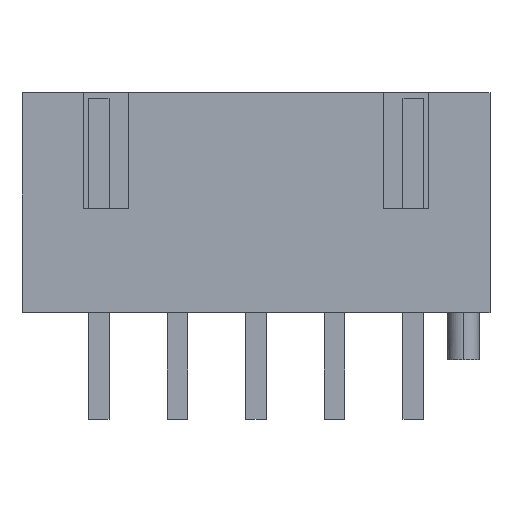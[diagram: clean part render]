
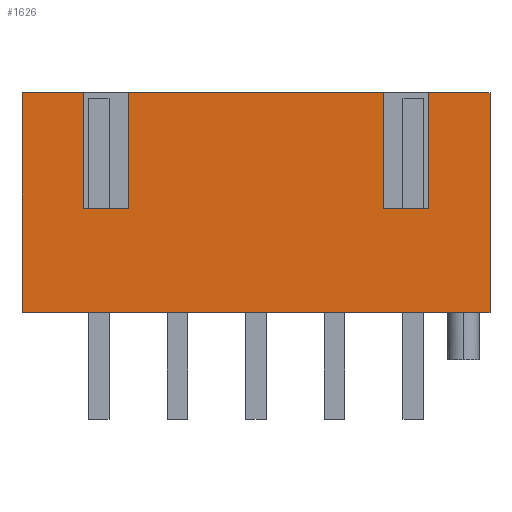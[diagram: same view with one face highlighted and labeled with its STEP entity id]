
A CAD part, top view. The second image highlights one B-rep face of the part: STEP entity #1626.
In plain terms, the highlighted planar face has unit normal (0, 0, 1).
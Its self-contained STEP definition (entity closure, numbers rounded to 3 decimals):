
#1605=AXIS2_PLACEMENT_3D('Plane Axis2P3D',#1602,#1603,#1604) ;
#1114=CARTESIAN_POINT('Vertex',(4.05,3.3,2.875)) ;
#1117=CARTESIAN_POINT('Line Origine',(4.775,3.3,2.875)) ;
#1121=CARTESIAN_POINT('Vertex',(5.5,3.3,2.875)) ;
#1148=CARTESIAN_POINT('Line Origine',(5.5,5.15,2.875)) ;
#1152=CARTESIAN_POINT('Vertex',(5.5,7.,2.875)) ;
#1179=CARTESIAN_POINT('Line Origine',(6.475,7.,2.875)) ;
#1183=CARTESIAN_POINT('Vertex',(7.45,7.,2.875)) ;
#1210=CARTESIAN_POINT('Line Origine',(7.45,3.5,2.875)) ;
#1214=CARTESIAN_POINT('Vertex',(7.45,0.,2.875)) ;
#1288=CARTESIAN_POINT('Line Origine',(-7.45,3.5,2.875)) ;
#1292=CARTESIAN_POINT('Vertex',(-7.45,7.,2.875)) ;
#1294=CARTESIAN_POINT('Vertex',(-7.45,0.,2.875)) ;
#1337=CARTESIAN_POINT('Line Origine',(-6.475,7.,2.875)) ;
#1341=CARTESIAN_POINT('Vertex',(-5.5,7.,2.875)) ;
#1368=CARTESIAN_POINT('Line Origine',(-5.5,5.15,2.875)) ;
#1372=CARTESIAN_POINT('Vertex',(-5.5,3.3,2.875)) ;
#1399=CARTESIAN_POINT('Line Origine',(-4.775,3.3,2.875)) ;
#1403=CARTESIAN_POINT('Vertex',(-4.05,3.3,2.875)) ;
#1430=CARTESIAN_POINT('Line Origine',(-4.05,5.15,2.875)) ;
#1434=CARTESIAN_POINT('Vertex',(-4.05,7.,2.875)) ;
#1461=CARTESIAN_POINT('Line Origine',(0.,7.,2.875)) ;
#1465=CARTESIAN_POINT('Vertex',(4.05,7.,2.875)) ;
#1492=CARTESIAN_POINT('Line Origine',(4.05,5.15,2.875)) ;
#1602=CARTESIAN_POINT('Axis2P3D Location',(7.45,0.,2.875)) ;
#1607=CARTESIAN_POINT('Line Origine',(0.,0.,2.875)) ;
#1118=DIRECTION('Vector Direction',(1.,0.,0.)) ;
#1149=DIRECTION('Vector Direction',(0.,1.,0.)) ;
#1180=DIRECTION('Vector Direction',(-1.,0.,0.)) ;
#1211=DIRECTION('Vector Direction',(0.,-1.,0.)) ;
#1289=DIRECTION('Vector Direction',(0.,-1.,0.)) ;
#1338=DIRECTION('Vector Direction',(-1.,0.,0.)) ;
#1369=DIRECTION('Vector Direction',(0.,-1.,0.)) ;
#1400=DIRECTION('Vector Direction',(1.,0.,0.)) ;
#1431=DIRECTION('Vector Direction',(0.,1.,0.)) ;
#1462=DIRECTION('Vector Direction',(-1.,0.,0.)) ;
#1493=DIRECTION('Vector Direction',(0.,-1.,0.)) ;
#1603=DIRECTION('Axis2P3D Direction',(0.,0.,-1.)) ;
#1604=DIRECTION('Axis2P3D XDirection',(-1.,0.,0.)) ;
#1608=DIRECTION('Vector Direction',(-1.,0.,0.)) ;
#1119=VECTOR('Line Direction',#1118,1.) ;
#1150=VECTOR('Line Direction',#1149,1.) ;
#1181=VECTOR('Line Direction',#1180,1.) ;
#1212=VECTOR('Line Direction',#1211,1.) ;
#1290=VECTOR('Line Direction',#1289,1.) ;
#1339=VECTOR('Line Direction',#1338,1.) ;
#1370=VECTOR('Line Direction',#1369,1.) ;
#1401=VECTOR('Line Direction',#1400,1.) ;
#1432=VECTOR('Line Direction',#1431,1.) ;
#1463=VECTOR('Line Direction',#1462,1.) ;
#1494=VECTOR('Line Direction',#1493,1.) ;
#1609=VECTOR('Line Direction',#1608,1.) ;
#1613=ORIENTED_EDGE('',*,*,#1185,.T.) ;
#1614=ORIENTED_EDGE('',*,*,#1154,.F.) ;
#1615=ORIENTED_EDGE('',*,*,#1123,.F.) ;
#1616=ORIENTED_EDGE('',*,*,#1496,.F.) ;
#1617=ORIENTED_EDGE('',*,*,#1467,.T.) ;
#1618=ORIENTED_EDGE('',*,*,#1436,.F.) ;
#1619=ORIENTED_EDGE('',*,*,#1405,.F.) ;
#1620=ORIENTED_EDGE('',*,*,#1374,.F.) ;
#1621=ORIENTED_EDGE('',*,*,#1343,.T.) ;
#1622=ORIENTED_EDGE('',*,*,#1296,.T.) ;
#1623=ORIENTED_EDGE('',*,*,#1611,.F.) ;
#1624=ORIENTED_EDGE('',*,*,#1216,.F.) ;
#1626=ADVANCED_FACE('',(#1625),#1606,.F.) ;
#1123=EDGE_CURVE('',#1115,#1122,#1120,.T.) ;
#1154=EDGE_CURVE('',#1122,#1153,#1151,.T.) ;
#1185=EDGE_CURVE('',#1184,#1153,#1182,.T.) ;
#1216=EDGE_CURVE('',#1184,#1215,#1213,.T.) ;
#1296=EDGE_CURVE('',#1293,#1295,#1291,.T.) ;
#1343=EDGE_CURVE('',#1342,#1293,#1340,.T.) ;
#1374=EDGE_CURVE('',#1342,#1373,#1371,.T.) ;
#1405=EDGE_CURVE('',#1373,#1404,#1402,.T.) ;
#1436=EDGE_CURVE('',#1404,#1435,#1433,.T.) ;
#1467=EDGE_CURVE('',#1466,#1435,#1464,.T.) ;
#1496=EDGE_CURVE('',#1466,#1115,#1495,.T.) ;
#1611=EDGE_CURVE('',#1215,#1295,#1610,.T.) ;
#1612=EDGE_LOOP('',(#1613,#1614,#1615,#1616,#1617,#1618,#1619,#1620,#1621,#1622,#1623,#1624)) ;
#1625=FACE_OUTER_BOUND('',#1612,.T.) ;
#1120=LINE('Line',#1117,#1119) ;
#1151=LINE('Line',#1148,#1150) ;
#1182=LINE('Line',#1179,#1181) ;
#1213=LINE('Line',#1210,#1212) ;
#1291=LINE('Line',#1288,#1290) ;
#1340=LINE('Line',#1337,#1339) ;
#1371=LINE('Line',#1368,#1370) ;
#1402=LINE('Line',#1399,#1401) ;
#1433=LINE('Line',#1430,#1432) ;
#1464=LINE('Line',#1461,#1463) ;
#1495=LINE('Line',#1492,#1494) ;
#1610=LINE('Line',#1607,#1609) ;
#1606=PLANE('Plane',#1605) ;
#1115=VERTEX_POINT('',#1114) ;
#1122=VERTEX_POINT('',#1121) ;
#1153=VERTEX_POINT('',#1152) ;
#1184=VERTEX_POINT('',#1183) ;
#1215=VERTEX_POINT('',#1214) ;
#1293=VERTEX_POINT('',#1292) ;
#1295=VERTEX_POINT('',#1294) ;
#1342=VERTEX_POINT('',#1341) ;
#1373=VERTEX_POINT('',#1372) ;
#1404=VERTEX_POINT('',#1403) ;
#1435=VERTEX_POINT('',#1434) ;
#1466=VERTEX_POINT('',#1465) ;
